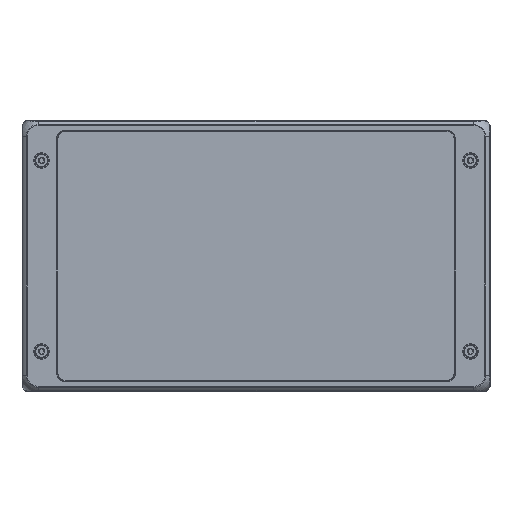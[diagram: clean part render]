
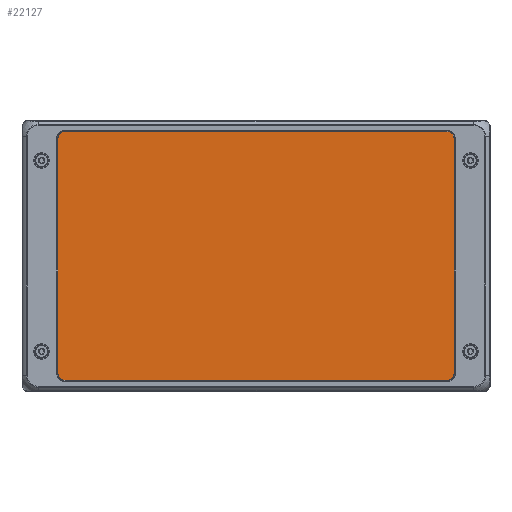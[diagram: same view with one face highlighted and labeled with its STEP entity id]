
A CAD part, top view. The second image highlights one B-rep face of the part: STEP entity #22127.
In plain terms, the highlighted planar face has unit normal (0, 0, 1).
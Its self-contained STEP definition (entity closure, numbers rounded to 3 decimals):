
#665=ELLIPSE('',#24494,4.501,4.5);
#667=ELLIPSE('',#24499,4.501,4.5);
#669=ELLIPSE('',#24504,4.501,4.5);
#670=ELLIPSE('',#24507,4.501,4.5);
#3400=FACE_OUTER_BOUND('',#4880,.T.);
#4880=EDGE_LOOP('',(#18793,#18794,#18795,#18796,#18797,#18798,#18799,#18800));
#7258=LINE('',#82309,#8360);
#7261=LINE('',#82368,#8363);
#7263=LINE('',#82424,#8365);
#7265=LINE('',#82480,#8367);
#8360=VECTOR('',#29874,10.);
#8363=VECTOR('',#29889,10.);
#8365=VECTOR('',#29901,10.);
#8367=VECTOR('',#29913,10.);
#10073=VERTEX_POINT('',#82306);
#10074=VERTEX_POINT('',#82308);
#10076=VERTEX_POINT('',#82358);
#10078=VERTEX_POINT('',#82364);
#10080=VERTEX_POINT('',#82414);
#10082=VERTEX_POINT('',#82420);
#10084=VERTEX_POINT('',#82470);
#10086=VERTEX_POINT('',#82476);
#13009=EDGE_CURVE('',#10073,#10074,#7258,.T.);
#13014=EDGE_CURVE('',#10074,#10076,#665,.T.);
#13017=EDGE_CURVE('',#10076,#10078,#7261,.T.);
#13020=EDGE_CURVE('',#10078,#10080,#667,.T.);
#13023=EDGE_CURVE('',#10080,#10082,#7263,.T.);
#13026=EDGE_CURVE('',#10082,#10084,#669,.T.);
#13029=EDGE_CURVE('',#10084,#10086,#7265,.T.);
#13030=EDGE_CURVE('',#10086,#10073,#670,.T.);
#18793=ORIENTED_EDGE('',*,*,#13009,.F.);
#18794=ORIENTED_EDGE('',*,*,#13030,.F.);
#18795=ORIENTED_EDGE('',*,*,#13029,.F.);
#18796=ORIENTED_EDGE('',*,*,#13026,.F.);
#18797=ORIENTED_EDGE('',*,*,#13023,.F.);
#18798=ORIENTED_EDGE('',*,*,#13020,.F.);
#18799=ORIENTED_EDGE('',*,*,#13017,.F.);
#18800=ORIENTED_EDGE('',*,*,#13014,.F.);
#20041=PLANE('',#24515);
#22127=ADVANCED_FACE('',(#3400),#20041,.F.);
#24494=AXIS2_PLACEMENT_3D('',#82362,#29882,#29883);
#24499=AXIS2_PLACEMENT_3D('',#82418,#29894,#29895);
#24504=AXIS2_PLACEMENT_3D('',#82474,#29906,#29907);
#24507=AXIS2_PLACEMENT_3D('',#82521,#29914,#29915);
#24515=AXIS2_PLACEMENT_3D('',#82541,#29937,#29938);
#29874=DIRECTION('',(-1.,0.,0.));
#29882=DIRECTION('center_axis',(0.,0.,-1.));
#29883=DIRECTION('ref_axis',(-0.707,-0.707,0.));
#29889=DIRECTION('',(0.,1.,0.));
#29894=DIRECTION('center_axis',(0.,0.,-1.));
#29895=DIRECTION('ref_axis',(-0.707,0.707,0.));
#29901=DIRECTION('',(1.,0.,0.));
#29906=DIRECTION('center_axis',(0.,0.,-1.));
#29907=DIRECTION('ref_axis',(0.707,0.707,0.));
#29913=DIRECTION('',(0.,-1.,0.));
#29914=DIRECTION('center_axis',(0.,0.,-1.));
#29915=DIRECTION('ref_axis',(0.707,-0.707,0.));
#29937=DIRECTION('center_axis',(0.,0.,-1.));
#29938=DIRECTION('ref_axis',(-1.,0.,0.));
#82306=CARTESIAN_POINT('',(122.009,-79.509,18.));
#82308=CARTESIAN_POINT('',(-122.009,-79.509,18.));
#82309=CARTESIAN_POINT('',(63.5,-79.509,18.));
#82358=CARTESIAN_POINT('',(-126.509,-75.009,18.));
#82362=CARTESIAN_POINT('Origin',(-122.008,-75.008,18.));
#82364=CARTESIAN_POINT('',(-126.509,75.009,18.));
#82368=CARTESIAN_POINT('',(-126.509,-40.,18.));
#82414=CARTESIAN_POINT('',(-122.009,79.509,18.));
#82418=CARTESIAN_POINT('Origin',(-122.008,75.008,18.));
#82420=CARTESIAN_POINT('',(122.009,79.509,18.));
#82424=CARTESIAN_POINT('',(-63.5,79.509,18.));
#82470=CARTESIAN_POINT('',(126.509,75.009,18.));
#82474=CARTESIAN_POINT('Origin',(122.008,75.008,18.));
#82476=CARTESIAN_POINT('',(126.509,-75.009,18.));
#82480=CARTESIAN_POINT('',(126.509,40.,18.));
#82521=CARTESIAN_POINT('Origin',(122.008,-75.008,18.));
#82541=CARTESIAN_POINT('Origin',(0.,0.,18.));
